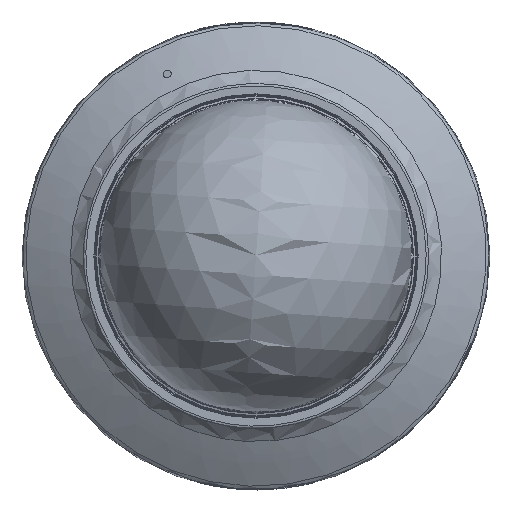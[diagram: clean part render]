
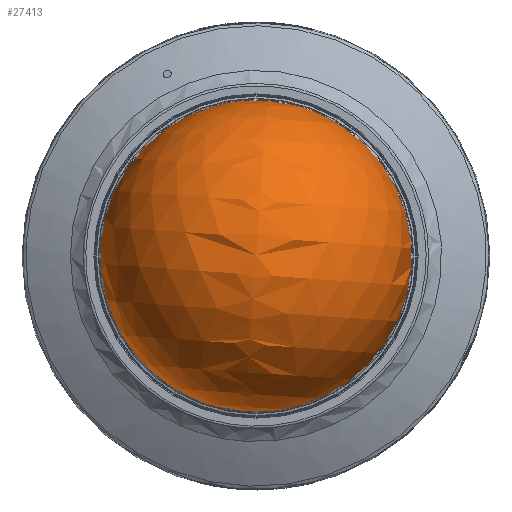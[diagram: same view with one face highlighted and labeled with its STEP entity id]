
A CAD part, front view. The second image highlights one B-rep face of the part: STEP entity #27413.
In plain terms, the highlighted spherical face has radius 56.92 mm.
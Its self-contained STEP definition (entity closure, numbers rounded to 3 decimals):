
#11748 = SPHERICAL_SURFACE ( 'NONE', #88942, 56.92 ) ;
#12904 = DIRECTION ( 'NONE',  ( -0.998, 0., 0.07 ) ) ;
#21365 = EDGE_CURVE ( 'NONE', #74517, #74517, #40716, .T. ) ;
#22359 = CARTESIAN_POINT ( 'NONE',  ( -3.979, -60., -56.78 ) ) ;
#27413 = ADVANCED_FACE ( 'NONE', ( #55318 ), #11748, .T. ) ;
#38696 = CARTESIAN_POINT ( 'NONE',  ( 0., -60.28, 0. ) ) ;
#40716 = CIRCLE ( 'NONE', #66300, 56.919 ) ;
#55318 = FACE_OUTER_BOUND ( 'NONE', #103171, .T. ) ;
#58384 = DIRECTION ( 'NONE',  ( 0., -1., 0. ) ) ;
#66300 = AXIS2_PLACEMENT_3D ( 'NONE', #68687, #58384, #103602 ) ;
#68687 = CARTESIAN_POINT ( 'NONE',  ( 0., -60., 0. ) ) ;
#74517 = VERTEX_POINT ( 'NONE', #22359 ) ;
#88942 = AXIS2_PLACEMENT_3D ( 'NONE', #38696, #107393, #12904 ) ;
#99249 = ORIENTED_EDGE ( 'NONE', *, *, #21365, .T. ) ;
#103171 = EDGE_LOOP ( 'NONE', ( #99249 ) ) ;
#103602 = DIRECTION ( 'NONE',  ( -0.07, 0., -0.998 ) ) ;
#107393 = DIRECTION ( 'NONE',  ( -0.07, 0., -0.998 ) ) ;
